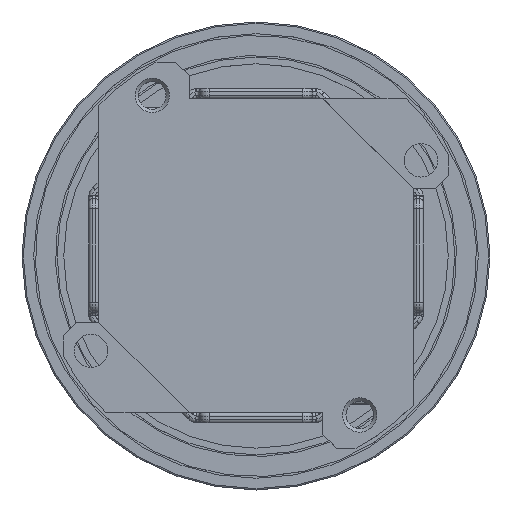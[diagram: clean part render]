
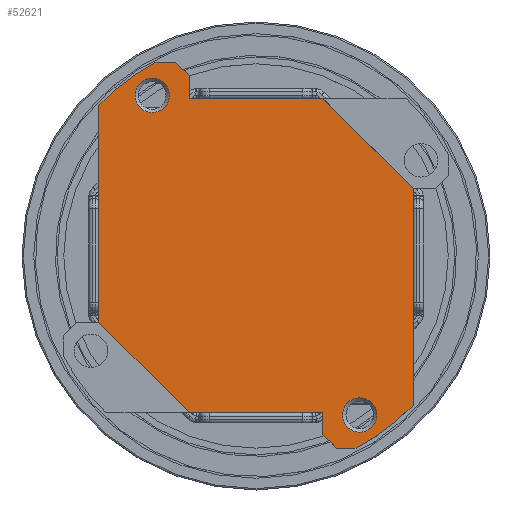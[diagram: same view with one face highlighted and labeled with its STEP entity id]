
A CAD part, top view. The second image highlights one B-rep face of the part: STEP entity #52621.
In plain terms, the highlighted planar face has unit normal (0, 0, 1).
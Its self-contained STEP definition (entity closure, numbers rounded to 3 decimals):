
#3187=CIRCLE('',#55335,2.567);
#3188=CIRCLE('',#55336,2.567);
#3189=CIRCLE('',#55337,32.5);
#3190=CIRCLE('',#55338,32.5);
#6705=ORIENTED_EDGE('',*,*,#18842,.T.);
#6706=ORIENTED_EDGE('',*,*,#18843,.T.);
#6707=ORIENTED_EDGE('',*,*,#18844,.F.);
#6708=ORIENTED_EDGE('',*,*,#18838,.T.);
#6709=ORIENTED_EDGE('',*,*,#18845,.T.);
#6710=ORIENTED_EDGE('',*,*,#18811,.F.);
#6711=ORIENTED_EDGE('',*,*,#18846,.F.);
#6712=ORIENTED_EDGE('',*,*,#18847,.F.);
#6713=ORIENTED_EDGE('',*,*,#18848,.F.);
#6714=ORIENTED_EDGE('',*,*,#18849,.F.);
#6715=ORIENTED_EDGE('',*,*,#18850,.T.);
#6716=ORIENTED_EDGE('',*,*,#18851,.T.);
#6717=ORIENTED_EDGE('',*,*,#18816,.F.);
#6718=ORIENTED_EDGE('',*,*,#18801,.F.);
#6719=ORIENTED_EDGE('',*,*,#18795,.F.);
#6720=ORIENTED_EDGE('',*,*,#18852,.F.);
#18795=EDGE_CURVE('',#24869,#24870,#28570,.T.);
#18801=EDGE_CURVE('',#24870,#24874,#28576,.T.);
#18811=EDGE_CURVE('',#24883,#24884,#28584,.T.);
#18816=EDGE_CURVE('',#24874,#24888,#28587,.T.);
#18838=EDGE_CURVE('',#24904,#24905,#28605,.T.);
#18842=EDGE_CURVE('',#24909,#24909,#3187,.T.);
#18843=EDGE_CURVE('',#24910,#24910,#3188,.T.);
#18844=EDGE_CURVE('',#24904,#24911,#28606,.T.);
#18845=EDGE_CURVE('',#24905,#24884,#3189,.T.);
#18846=EDGE_CURVE('',#24912,#24883,#28607,.T.);
#18847=EDGE_CURVE('',#24913,#24912,#28608,.T.);
#18848=EDGE_CURVE('',#24914,#24913,#28609,.T.);
#18849=EDGE_CURVE('',#24915,#24914,#28610,.T.);
#18850=EDGE_CURVE('',#24915,#24916,#28611,.T.);
#18851=EDGE_CURVE('',#24916,#24888,#3190,.T.);
#18852=EDGE_CURVE('',#24911,#24869,#28612,.T.);
#24869=VERTEX_POINT('',#70551);
#24870=VERTEX_POINT('',#70553);
#24874=VERTEX_POINT('',#70565);
#24883=VERTEX_POINT('',#70585);
#24884=VERTEX_POINT('',#70587);
#24888=VERTEX_POINT('',#70598);
#24904=VERTEX_POINT('',#70639);
#24905=VERTEX_POINT('',#70641);
#24909=VERTEX_POINT('',#70654);
#24910=VERTEX_POINT('',#70656);
#24911=VERTEX_POINT('',#70658);
#24912=VERTEX_POINT('',#70661);
#24913=VERTEX_POINT('',#70663);
#24914=VERTEX_POINT('',#70665);
#24915=VERTEX_POINT('',#70667);
#24916=VERTEX_POINT('',#70669);
#28570=LINE('',#70552,#30310);
#28576=LINE('',#70564,#30316);
#28584=LINE('',#70586,#30324);
#28587=LINE('',#70597,#30327);
#28605=LINE('',#70642,#30345);
#28606=LINE('',#70657,#30346);
#28607=LINE('',#70660,#30347);
#28608=LINE('',#70662,#30348);
#28609=LINE('',#70664,#30349);
#28610=LINE('',#70666,#30350);
#28611=LINE('',#70668,#30351);
#28612=LINE('',#70671,#30352);
#30310=VECTOR('',#59816,1000.);
#30316=VECTOR('',#59826,1000.);
#30324=VECTOR('',#59842,1000.);
#30327=VECTOR('',#59853,1000.);
#30345=VECTOR('',#59889,1000.);
#30346=VECTOR('',#59908,1000.);
#30347=VECTOR('',#59911,1000.);
#30348=VECTOR('',#59912,1000.);
#30349=VECTOR('',#59913,1000.);
#30350=VECTOR('',#59914,1000.);
#30351=VECTOR('',#59915,1000.);
#30352=VECTOR('',#59918,1000.);
#32063=EDGE_LOOP('',(#6705));
#32064=EDGE_LOOP('',(#6706));
#32065=EDGE_LOOP('',(#6707,#6708,#6709,#6710,#6711,#6712,#6713,#6714,#6715,
#6716,#6717,#6718,#6719,#6720));
#34942=FACE_BOUND('',#32063,.T.);
#34943=FACE_BOUND('',#32064,.T.);
#34944=FACE_BOUND('',#32065,.T.);
#37818=PLANE('',#55334);
#52621=ADVANCED_FACE('',(#34942,#34943,#34944),#37818,.T.);
#55334=AXIS2_PLACEMENT_3D('',#70652,#59902,#59903);
#55335=AXIS2_PLACEMENT_3D('',#70653,#59904,#59905);
#55336=AXIS2_PLACEMENT_3D('',#70655,#59906,#59907);
#55337=AXIS2_PLACEMENT_3D('',#70659,#59909,#59910);
#55338=AXIS2_PLACEMENT_3D('',#70670,#59916,#59917);
#59816=DIRECTION('',(1.,0.,0.));
#59826=DIRECTION('',(0.707,-0.707,0.));
#59842=DIRECTION('',(0.,1.,0.));
#59853=DIRECTION('',(0.,-1.,0.));
#59889=DIRECTION('',(-1.,0.,0.));
#59902=DIRECTION('',(0.,0.,1.));
#59903=DIRECTION('',(1.,0.,0.));
#59904=DIRECTION('',(0.,0.,-1.));
#59905=DIRECTION('',(-1.,0.,0.));
#59906=DIRECTION('',(0.,0.,-1.));
#59907=DIRECTION('',(-1.,0.,0.));
#59908=DIRECTION('',(0.707,-0.707,0.));
#59909=DIRECTION('',(0.,0.,1.));
#59910=DIRECTION('',(1.,0.,0.));
#59911=DIRECTION('',(-0.707,0.707,0.));
#59912=DIRECTION('',(-1.,0.,0.));
#59913=DIRECTION('',(0.,1.,0.));
#59914=DIRECTION('',(-0.707,0.707,0.));
#59915=DIRECTION('',(1.,0.,0.));
#59916=DIRECTION('',(0.,0.,1.));
#59917=DIRECTION('',(1.,0.,0.));
#59918=DIRECTION('',(0.,-1.,0.));
#70551=CARTESIAN_POINT('',(-10.,23.5,35.));
#70552=CARTESIAN_POINT('',(-10.,23.5,35.));
#70553=CARTESIAN_POINT('',(10.,23.5,35.));
#70564=CARTESIAN_POINT('',(10.561,22.939,35.));
#70565=CARTESIAN_POINT('',(23.5,10.,35.));
#70585=CARTESIAN_POINT('',(-23.5,-10.,35.));
#70586=CARTESIAN_POINT('',(-23.5,-11.121,35.));
#70587=CARTESIAN_POINT('',(-23.5,22.45,35.));
#70597=CARTESIAN_POINT('',(23.5,11.121,35.));
#70598=CARTESIAN_POINT('',(23.5,-22.45,35.));
#70639=CARTESIAN_POINT('',(-12.,28.85,35.));
#70641=CARTESIAN_POINT('',(-14.964,28.85,35.));
#70642=CARTESIAN_POINT('',(-17.556,28.85,35.));
#70652=CARTESIAN_POINT('',(0.,0.,35.));
#70653=CARTESIAN_POINT('',(15.52,-23.899,35.));
#70654=CARTESIAN_POINT('',(12.953,-23.899,35.));
#70655=CARTESIAN_POINT('',(-15.52,23.899,35.));
#70656=CARTESIAN_POINT('',(-18.087,23.899,35.));
#70657=CARTESIAN_POINT('',(-12.,28.85,35.));
#70658=CARTESIAN_POINT('',(-10.,26.85,35.));
#70659=CARTESIAN_POINT('',(0.,0.,35.));
#70660=CARTESIAN_POINT('',(-10.561,-22.939,35.));
#70661=CARTESIAN_POINT('',(-10.,-23.5,35.));
#70662=CARTESIAN_POINT('',(10.,-23.5,35.));
#70663=CARTESIAN_POINT('',(10.,-23.5,35.));
#70664=CARTESIAN_POINT('',(10.,-26.85,35.));
#70665=CARTESIAN_POINT('',(10.,-26.85,35.));
#70666=CARTESIAN_POINT('',(12.,-28.85,35.));
#70667=CARTESIAN_POINT('',(12.,-28.85,35.));
#70668=CARTESIAN_POINT('',(17.556,-28.85,35.));
#70669=CARTESIAN_POINT('',(14.964,-28.85,35.));
#70670=CARTESIAN_POINT('',(0.,0.,35.));
#70671=CARTESIAN_POINT('',(-10.,26.85,35.));
